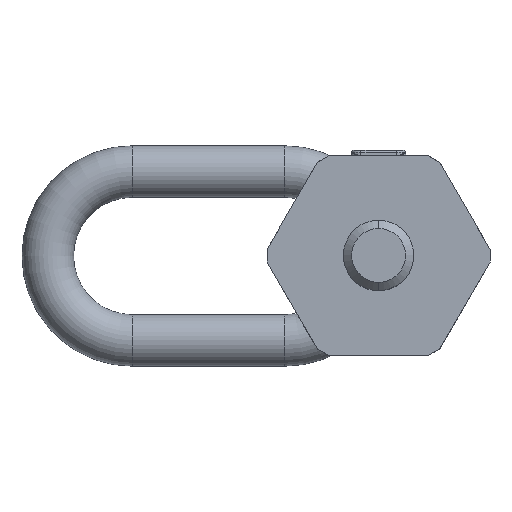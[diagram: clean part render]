
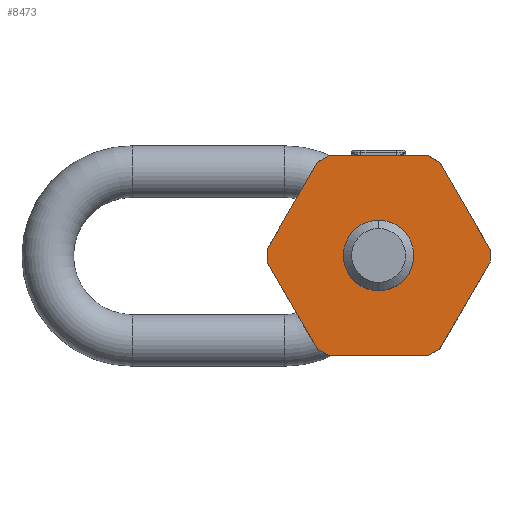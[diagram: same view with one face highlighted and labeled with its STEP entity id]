
A CAD part, top view. The second image highlights one B-rep face of the part: STEP entity #8473.
In plain terms, the highlighted planar face has unit normal (0, 0, 1).
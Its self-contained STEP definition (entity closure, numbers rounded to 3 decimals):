
#1=DIRECTION('',(-0.866,-0.5,0.));
#2=VECTOR('',#1,5.455);
#3=CARTESIAN_POINT('',(-21.388,42.5,70.7));
#4=LINE('',#3,#2);
#9=CARTESIAN_POINT('',(0.,0.,70.7));
#10=DIRECTION('',(0.,0.,1.));
#11=DIRECTION('',(1.,0.,0.));
#12=AXIS2_PLACEMENT_3D('',#9,#10,#11);
#14=CARTESIAN_POINT('',(0.,0.,70.7));
#15=DIRECTION('',(0.,0.,1.));
#16=DIRECTION('',(-1.,0.,0.));
#17=AXIS2_PLACEMENT_3D('',#14,#15,#16);
#74=DIRECTION('',(-1.,0.,0.));
#75=VECTOR('',#74,42.776);
#76=CARTESIAN_POINT('',(21.388,42.5,70.7));
#77=LINE('',#76,#75);
#850=DIRECTION('',(1.,0.,0.));
#851=VECTOR('',#850,42.776);
#852=CARTESIAN_POINT('',(-21.388,-42.5,70.7));
#853=LINE('',#852,#851);
#2281=DIRECTION('',(0.866,-0.5,0.));
#2282=VECTOR('',#2281,5.455);
#2283=CARTESIAN_POINT('',(-26.112,-39.772,70.7));
#2284=LINE('',#2283,#2282);
#2285=DIRECTION('',(0.5,-0.866,0.));
#2286=VECTOR('',#2285,42.776);
#2287=CARTESIAN_POINT('',(-47.5,-2.728,70.7));
#2288=LINE('',#2287,#2286);
#2293=DIRECTION('',(0.,-1.,0.));
#2294=VECTOR('',#2293,5.455);
#2295=CARTESIAN_POINT('',(-47.5,2.728,70.7));
#2296=LINE('',#2295,#2294);
#2301=DIRECTION('',(-0.5,-0.866,0.));
#2302=VECTOR('',#2301,42.776);
#2303=CARTESIAN_POINT('',(-26.112,39.772,70.7));
#2304=LINE('',#2303,#2302);
#2313=DIRECTION('',(0.866,0.5,0.));
#2314=VECTOR('',#2313,5.455);
#2315=CARTESIAN_POINT('',(21.388,-42.5,70.7));
#2316=LINE('',#2315,#2314);
#2317=DIRECTION('',(0.5,0.866,0.));
#2318=VECTOR('',#2317,42.776);
#2319=CARTESIAN_POINT('',(26.112,-39.772,70.7));
#2320=LINE('',#2319,#2318);
#2325=DIRECTION('',(0.,1.,0.));
#2326=VECTOR('',#2325,5.455);
#2327=CARTESIAN_POINT('',(47.5,-2.728,70.7));
#2328=LINE('',#2327,#2326);
#2333=DIRECTION('',(-0.5,0.866,0.));
#2334=VECTOR('',#2333,42.776);
#2335=CARTESIAN_POINT('',(47.5,2.728,70.7));
#2336=LINE('',#2335,#2334);
#2341=DIRECTION('',(-0.866,0.5,0.));
#2342=VECTOR('',#2341,5.455);
#2343=CARTESIAN_POINT('',(26.112,39.772,70.7));
#2344=LINE('',#2343,#2342);
#7113=CARTESIAN_POINT('',(-21.388,42.5,70.7));
#7114=CARTESIAN_POINT('',(-26.112,39.772,70.7));
#7115=VERTEX_POINT('',#7113);
#7116=VERTEX_POINT('',#7114);
#7117=CARTESIAN_POINT('',(-47.5,2.728,70.7));
#7118=VERTEX_POINT('',#7117);
#7119=CARTESIAN_POINT('',(-47.5,-2.728,70.7));
#7120=VERTEX_POINT('',#7119);
#7121=CARTESIAN_POINT('',(-26.112,-39.772,70.7));
#7122=VERTEX_POINT('',#7121);
#7123=CARTESIAN_POINT('',(-21.388,-42.5,70.7));
#7124=VERTEX_POINT('',#7123);
#7125=CARTESIAN_POINT('',(21.388,-42.5,70.7));
#7126=VERTEX_POINT('',#7125);
#7127=CARTESIAN_POINT('',(26.112,-39.772,70.7));
#7128=VERTEX_POINT('',#7127);
#7129=CARTESIAN_POINT('',(47.5,-2.728,70.7));
#7130=VERTEX_POINT('',#7129);
#7131=CARTESIAN_POINT('',(47.5,2.728,70.7));
#7132=VERTEX_POINT('',#7131);
#7133=CARTESIAN_POINT('',(26.112,39.772,70.7));
#7134=VERTEX_POINT('',#7133);
#7135=CARTESIAN_POINT('',(21.388,42.5,70.7));
#7136=VERTEX_POINT('',#7135);
#7149=CARTESIAN_POINT('',(15.,0.,70.7));
#7150=CARTESIAN_POINT('',(-15.,0.,70.7));
#7151=VERTEX_POINT('',#7149);
#7152=VERTEX_POINT('',#7150);
#8437=CARTESIAN_POINT('',(50.,-50.,70.7));
#8438=DIRECTION('',(0.,0.,-1.));
#8439=DIRECTION('',(-1.,0.,0.));
#8440=AXIS2_PLACEMENT_3D('',#8437,#8438,#8439);
#8441=PLANE('',#8440);
#8442=ORIENTED_EDGE('',*,*,#8426,.F.);
#8444=ORIENTED_EDGE('',*,*,#8443,.F.);
#8446=ORIENTED_EDGE('',*,*,#8445,.F.);
#8448=ORIENTED_EDGE('',*,*,#8447,.F.);
#8450=ORIENTED_EDGE('',*,*,#8449,.F.);
#8452=ORIENTED_EDGE('',*,*,#8451,.F.);
#8454=ORIENTED_EDGE('',*,*,#8453,.F.);
#8456=ORIENTED_EDGE('',*,*,#8455,.F.);
#8458=ORIENTED_EDGE('',*,*,#8457,.F.);
#8460=ORIENTED_EDGE('',*,*,#8459,.F.);
#8462=ORIENTED_EDGE('',*,*,#8461,.F.);
#8464=ORIENTED_EDGE('',*,*,#8463,.F.);
#8465=EDGE_LOOP('',(#8442,#8444,#8446,#8448,#8450,#8452,#8454,#8456,#8458,#8460,
#8462,#8464));
#8466=FACE_OUTER_BOUND('',#8465,.F.);
#8468=ORIENTED_EDGE('',*,*,#8467,.T.);
#8470=ORIENTED_EDGE('',*,*,#8469,.T.);
#8471=EDGE_LOOP('',(#8468,#8470));
#8472=FACE_BOUND('',#8471,.F.);
#8473=ADVANCED_FACE('',(#8466,#8472),#8441,.F.);
#13=CIRCLE('',#12,15.);
#18=CIRCLE('',#17,15.);
#8426=EDGE_CURVE('',#7115,#7116,#4,.T.);
#8443=EDGE_CURVE('',#7136,#7115,#77,.T.);
#8445=EDGE_CURVE('',#7134,#7136,#2344,.T.);
#8447=EDGE_CURVE('',#7132,#7134,#2336,.T.);
#8449=EDGE_CURVE('',#7130,#7132,#2328,.T.);
#8451=EDGE_CURVE('',#7128,#7130,#2320,.T.);
#8453=EDGE_CURVE('',#7126,#7128,#2316,.T.);
#8455=EDGE_CURVE('',#7124,#7126,#853,.T.);
#8457=EDGE_CURVE('',#7122,#7124,#2284,.T.);
#8459=EDGE_CURVE('',#7120,#7122,#2288,.T.);
#8461=EDGE_CURVE('',#7118,#7120,#2296,.T.);
#8463=EDGE_CURVE('',#7116,#7118,#2304,.T.);
#8467=EDGE_CURVE('',#7151,#7152,#13,.T.);
#8469=EDGE_CURVE('',#7152,#7151,#18,.T.);
